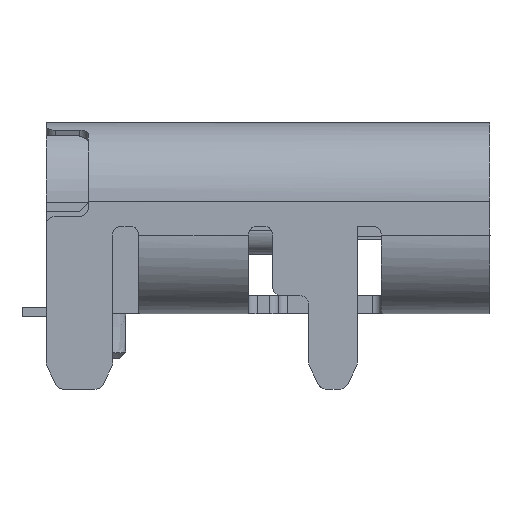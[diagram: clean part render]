
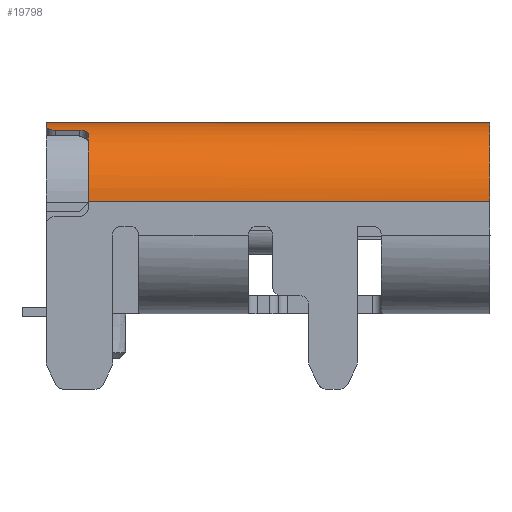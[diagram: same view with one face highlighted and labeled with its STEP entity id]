
A CAD part, left-side view. The second image highlights one B-rep face of the part: STEP entity #19798.
In plain terms, the highlighted cylindrical face has radius 1.3 mm (diameter 2.6 mm), a partial arc.
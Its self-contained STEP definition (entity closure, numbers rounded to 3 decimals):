
#730 = CARTESIAN_POINT ( 'NONE',  ( -3.635, 4.744, 3.124 ) ) ;
#2224 = CARTESIAN_POINT ( 'NONE',  ( -3.719, 4.2, 3.088 ) ) ;
#3129 = EDGE_CURVE ( 'NONE', #31176, #12565, #36120, .T. ) ;
#3288 = CARTESIAN_POINT ( 'NONE',  ( -4.197, 4.05, 2.737 ) ) ;
#3482 = CARTESIAN_POINT ( 'NONE',  ( -4.47, -0.383, 1.91 ) ) ;
#4000 = EDGE_CURVE ( 'NONE', #34728, #44331, #12413, .T. ) ;
#4519 = ORIENTED_EDGE ( 'NONE', *, *, #47392, .F. ) ;
#5931 = ORIENTED_EDGE ( 'NONE', *, *, #3129, .T. ) ;
#6373 = CARTESIAN_POINT ( 'NONE',  ( -3.719, 4.2, 3.088 ) ) ;
#6755 = CARTESIAN_POINT ( 'NONE',  ( -3.51, -2.6, 3.176 ) ) ;
#6937 = CARTESIAN_POINT ( 'NONE',  ( -3.719, 4.6, 3.088 ) ) ;
#7706 = CARTESIAN_POINT ( 'NONE',  ( -3.447, 4.75, 3.188 ) ) ;
#7905 = ORIENTED_EDGE ( 'NONE', *, *, #52977, .F. ) ;
#10107 = CARTESIAN_POINT ( 'NONE',  ( -3.604, 4.75, 3.136 ) ) ;
#10741 = CARTESIAN_POINT ( 'NONE',  ( -3.17, -2.6, 3.21 ) ) ;
#11215 = CARTESIAN_POINT ( 'NONE',  ( -3.719, 4.146, 3.088 ) ) ;
#12351 = CARTESIAN_POINT ( 'NONE',  ( -4.47, -2.6, 1.91 ) ) ;
#12413 = B_SPLINE_CURVE_WITH_KNOTS ( 'NONE', 3,
 ( #16214, #16503, #7706, #34159 ),
 .UNSPECIFIED., .F., .F.,
 ( 4, 4 ),
 ( 0., 1. ),
 .UNSPECIFIED. ) ;
#12498 = ORIENTED_EDGE ( 'NONE', *, *, #28943, .F. ) ;
#12565 = VERTEX_POINT ( 'NONE', #15863 ) ;
#14856 = B_SPLINE_CURVE_WITH_KNOTS ( 'NONE', 3,
 ( #6937, #29285, #24882, #2224 ),
 .UNSPECIFIED., .F., .F.,
 ( 4, 4 ),
 ( 0., 1. ),
 .UNSPECIFIED. ) ;
#15608 = CARTESIAN_POINT ( 'NONE',  ( -3.801, 4.056, 3.046 ) ) ;
#15863 = CARTESIAN_POINT ( 'NONE',  ( -4.47, -2.6, 1.91 ) ) ;
#16188 = CARTESIAN_POINT ( 'NONE',  ( -3.83, 4.05, 3.03 ) ) ;
#16214 = CARTESIAN_POINT ( 'NONE',  ( -3.17, 4.75, 3.21 ) ) ;
#16503 = CARTESIAN_POINT ( 'NONE',  ( -3.31, 4.75, 3.21 ) ) ;
#17537 = ORIENTED_EDGE ( 'NONE', *, *, #45891, .T. ) ;
#18604 = CARTESIAN_POINT ( 'NONE',  ( -3.693, 4.697, 3.1 ) ) ;
#19798 = ADVANCED_FACE ( 'NONE', ( #33871 ), #20582, .F. ) ;
#19937 = CARTESIAN_POINT ( 'NONE',  ( -4.306, -2.6, 2.565 ) ) ;
#20059 = CARTESIAN_POINT ( 'NONE',  ( -3.58, 4.75, 3.144 ) ) ;
#20582 = CYLINDRICAL_SURFACE ( 'NONE', #45675, 1.3 ) ;
#21140 = CARTESIAN_POINT ( 'NONE',  ( -3.852, 4.05, 3.017 ) ) ;
#21394 = CARTESIAN_POINT ( 'NONE',  ( -4.47, 1.833, 1.91 ) ) ;
#21539 = B_SPLINE_CURVE_WITH_KNOTS ( 'NONE', 3,
 ( #6373, #11215, #46972, #15608, #16188, #21140 ),
 .UNSPECIFIED., .F., .F.,
 ( 4, 2, 4 ),
 ( 0., 0.5, 1. ),
 .UNSPECIFIED. ) ;
#22452 = CARTESIAN_POINT ( 'NONE',  ( -3.17, 4.75, 3.21 ) ) ;
#23434 = VERTEX_POINT ( 'NONE', #29239 ) ;
#24158 = VERTEX_POINT ( 'NONE', #40205 ) ;
#24882 = CARTESIAN_POINT ( 'NONE',  ( -3.719, 4.333, 3.088 ) ) ;
#25398 = VERTEX_POINT ( 'NONE', #51410 ) ;
#25676 = CARTESIAN_POINT ( 'NONE',  ( -4.47, 4.05, 2.131 ) ) ;
#25809 = EDGE_CURVE ( 'NONE', #12565, #25398, #43151, .T. ) ;
#26824 = CARTESIAN_POINT ( 'NONE',  ( -4.04, 4.05, 2.901 ) ) ;
#28336 = CARTESIAN_POINT ( 'NONE',  ( -3.17, 4.75, 3.21 ) ) ;
#28943 = EDGE_CURVE ( 'NONE', #23434, #24158, #14856, .T. ) ;
#29239 = CARTESIAN_POINT ( 'NONE',  ( -3.719, 4.6, 3.088 ) ) ;
#29285 = CARTESIAN_POINT ( 'NONE',  ( -3.719, 4.467, 3.088 ) ) ;
#30597 = B_SPLINE_CURVE_WITH_KNOTS ( 'NONE', 3,
 ( #40925, #10107, #730, #18604, #36540, #50004 ),
 .UNSPECIFIED., .F., .F.,
 ( 4, 2, 4 ),
 ( 0., 0.5, 1. ),
 .UNSPECIFIED. ) ;
#30673 = ORIENTED_EDGE ( 'NONE', *, *, #4000, .F. ) ;
#31176 = VERTEX_POINT ( 'NONE', #10741 ) ;
#32469 = EDGE_LOOP ( 'NONE', ( #34239, #17537, #4519, #12498, #7905, #30673, #33587, #5931 ) ) ;
#33501 = CARTESIAN_POINT ( 'NONE',  ( -4.47, 4.05, 1.91 ) ) ;
#33587 = ORIENTED_EDGE ( 'NONE', *, *, #52747, .T. ) ;
#33871 = FACE_OUTER_BOUND ( 'NONE', #32469, .T. ) ;
#34148 = DIRECTION ( 'NONE',  ( 1., 0., 0. ) ) ;
#34159 = CARTESIAN_POINT ( 'NONE',  ( -3.58, 4.75, 3.144 ) ) ;
#34239 = ORIENTED_EDGE ( 'NONE', *, *, #25809, .T. ) ;
#34728 = VERTEX_POINT ( 'NONE', #28336 ) ;
#36120 = B_SPLINE_CURVE_WITH_KNOTS ( 'NONE', 3,
 ( #42545, #51630, #6755, #46615, #56024, #55723, #19937, #56317, #37592, #42273 ),
 .UNSPECIFIED., .F., .F.,
 ( 4, 2, 2, 2, 4 ),
 ( 0., 0.25, 0.5, 0.75, 1. ),
 .UNSPECIFIED. ) ;
#36540 = CARTESIAN_POINT ( 'NONE',  ( -3.719, 4.654, 3.088 ) ) ;
#37592 = CARTESIAN_POINT ( 'NONE',  ( -4.47, -2.6, 2.08 ) ) ;
#38551 = DIRECTION ( 'NONE',  ( 0., -1., 0. ) ) ;
#39170 = CARTESIAN_POINT ( 'NONE',  ( -3.852, 4.05, 3.017 ) ) ;
#39404 = CARTESIAN_POINT ( 'NONE',  ( -3.17, 4.823, 1.91 ) ) ;
#40205 = CARTESIAN_POINT ( 'NONE',  ( -3.719, 4.2, 3.088 ) ) ;
#40925 = CARTESIAN_POINT ( 'NONE',  ( -3.58, 4.75, 3.144 ) ) ;
#42273 = CARTESIAN_POINT ( 'NONE',  ( -4.47, -2.6, 1.91 ) ) ;
#42545 = CARTESIAN_POINT ( 'NONE',  ( -3.17, -2.6, 3.21 ) ) ;
#43151 = B_SPLINE_CURVE_WITH_KNOTS ( 'NONE', 3,
 ( #12351, #3482, #21394, #33501 ),
 .UNSPECIFIED., .F., .F.,
 ( 4, 4 ),
 ( 0., 1. ),
 .UNSPECIFIED. ) ;
#43497 = CARTESIAN_POINT ( 'NONE',  ( -4.413, 4.05, 2.351 ) ) ;
#44170 = CARTESIAN_POINT ( 'NONE',  ( -3.17, -0.15, 3.21 ) ) ;
#44331 = VERTEX_POINT ( 'NONE', #20059 ) ;
#44724 = CARTESIAN_POINT ( 'NONE',  ( -3.17, -2.6, 3.21 ) ) ;
#45675 = AXIS2_PLACEMENT_3D ( 'NONE', #39404, #38551, #34148 ) ;
#45891 = EDGE_CURVE ( 'NONE', #25398, #51222, #48215, .T. ) ;
#46615 = CARTESIAN_POINT ( 'NONE',  ( -3.825, -2.6, 3.046 ) ) ;
#46972 = CARTESIAN_POINT ( 'NONE',  ( -3.745, 4.103, 3.075 ) ) ;
#47392 = EDGE_CURVE ( 'NONE', #24158, #51222, #21539, .T. ) ;
#48127 = B_SPLINE_CURVE_WITH_KNOTS ( 'NONE', 3,
 ( #22452, #52689, #44170, #44724 ),
 .UNSPECIFIED., .F., .F.,
 ( 4, 4 ),
 ( 0., 1. ),
 .UNSPECIFIED. ) ;
#48215 = B_SPLINE_CURVE_WITH_KNOTS ( 'NONE', 3,
 ( #53480, #25676, #43497, #3288, #26824, #39170 ),
 .UNSPECIFIED., .F., .F.,
 ( 4, 2, 4 ),
 ( 0., 0.5, 1. ),
 .UNSPECIFIED. ) ;
#48484 = CARTESIAN_POINT ( 'NONE',  ( -3.852, 4.05, 3.017 ) ) ;
#50004 = CARTESIAN_POINT ( 'NONE',  ( -3.719, 4.6, 3.088 ) ) ;
#51222 = VERTEX_POINT ( 'NONE', #48484 ) ;
#51410 = CARTESIAN_POINT ( 'NONE',  ( -4.47, 4.05, 1.91 ) ) ;
#51630 = CARTESIAN_POINT ( 'NONE',  ( -3.34, -2.6, 3.21 ) ) ;
#52689 = CARTESIAN_POINT ( 'NONE',  ( -3.17, 2.3, 3.21 ) ) ;
#52747 = EDGE_CURVE ( 'NONE', #34728, #31176, #48127, .T. ) ;
#52977 = EDGE_CURVE ( 'NONE', #44331, #23434, #30597, .T. ) ;
#53480 = CARTESIAN_POINT ( 'NONE',  ( -4.47, 4.05, 1.91 ) ) ;
#55723 = CARTESIAN_POINT ( 'NONE',  ( -4.21, -2.6, 2.709 ) ) ;
#56024 = CARTESIAN_POINT ( 'NONE',  ( -3.969, -2.6, 2.95 ) ) ;
#56317 = CARTESIAN_POINT ( 'NONE',  ( -4.436, -2.6, 2.25 ) ) ;
